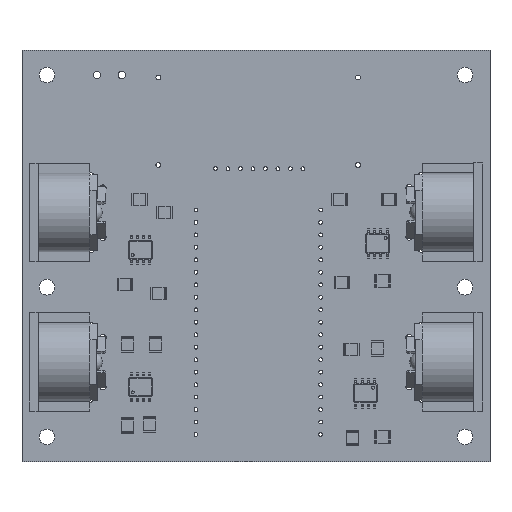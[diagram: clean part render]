
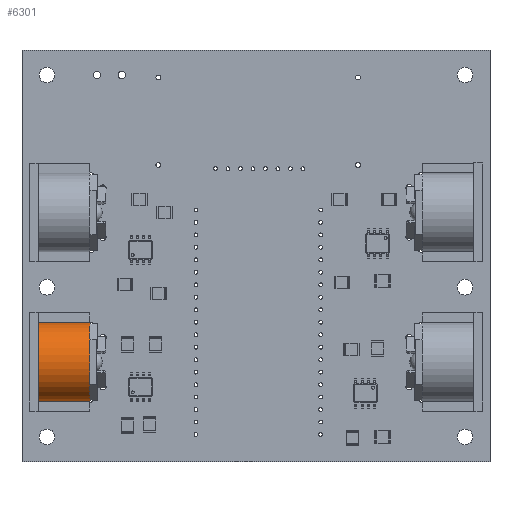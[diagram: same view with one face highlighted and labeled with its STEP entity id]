
A CAD part, top view. The second image highlights one B-rep face of the part: STEP entity #6301.
In plain terms, the highlighted cylindrical face has radius 8 mm (diameter 16 mm), a partial arc.
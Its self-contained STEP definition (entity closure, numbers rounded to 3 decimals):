
#6301 = ADVANCED_FACE('',(#6302),#6317,.T.);
#6302 = FACE_BOUND('',#6303,.T.);
#6303 = EDGE_LOOP('',(#6304,#6344,#6372,#6405));
#6304 = ORIENTED_EDGE('',*,*,#6305,.T.);
#6305 = EDGE_CURVE('',#6306,#6308,#6310,.T.);
#6306 = VERTEX_POINT('',#6307);
#6307 = CARTESIAN_POINT('',(8.,-0.15,10.));
#6308 = VERTEX_POINT('',#6309);
#6309 = CARTESIAN_POINT('',(-8.,-0.15,10.));
#6310 = SURFACE_CURVE('',#6311,(#6316,#6328),.PCURVE_S1.);
#6311 = CIRCLE('',#6312,8.);
#6312 = AXIS2_PLACEMENT_3D('',#6313,#6314,#6315);
#6313 = CARTESIAN_POINT('',(0.,-0.15,10.));
#6314 = DIRECTION('',(0.,-1.,0.));
#6315 = DIRECTION('',(-1.,0.,0.));
#6316 = PCURVE('',#6317,#6322);
#6317 = CYLINDRICAL_SURFACE('',#6318,8.);
#6318 = AXIS2_PLACEMENT_3D('',#6319,#6320,#6321);
#6319 = CARTESIAN_POINT('',(0.,-0.15,10.));
#6320 = DIRECTION('',(0.,-1.,0.));
#6321 = DIRECTION('',(1.,0.,0.));
#6322 = DEFINITIONAL_REPRESENTATION('',(#6323),#6327);
#6323 = LINE('',#6324,#6325);
#6324 = CARTESIAN_POINT('',(-3.142,0.));
#6325 = VECTOR('',#6326,1.);
#6326 = DIRECTION('',(1.,0.));
#6327 = ( GEOMETRIC_REPRESENTATION_CONTEXT(2) 
PARAMETRIC_REPRESENTATION_CONTEXT() REPRESENTATION_CONTEXT('2D SPACE',''
  ) );
#6328 = PCURVE('',#6329,#6334);
#6329 = PLANE('',#6330);
#6330 = AXIS2_PLACEMENT_3D('',#6331,#6332,#6333);
#6331 = CARTESIAN_POINT('',(0.,-0.15,10.));
#6332 = DIRECTION('',(0.,1.,0.));
#6333 = DIRECTION('',(-1.,0.,0.));
#6334 = DEFINITIONAL_REPRESENTATION('',(#6335),#6343);
#6335 = ( BOUNDED_CURVE() B_SPLINE_CURVE(2,(#6336,#6337,#6338,#6339,
#6340,#6341,#6342),.UNSPECIFIED.,.F.,.F.) B_SPLINE_CURVE_WITH_KNOTS((1,2
    ,2,2,2,1),(-2.094,0.,2.094,4.189,
6.283,8.378),.UNSPECIFIED.) CURVE() 
GEOMETRIC_REPRESENTATION_ITEM() RATIONAL_B_SPLINE_CURVE((1.,0.5,1.,0.5,
1.,0.5,1.)) REPRESENTATION_ITEM('') );
#6336 = CARTESIAN_POINT('',(8.,0.));
#6337 = CARTESIAN_POINT('',(8.,-13.856));
#6338 = CARTESIAN_POINT('',(-4.,-6.928));
#6339 = CARTESIAN_POINT('',(-16.,0.));
#6340 = CARTESIAN_POINT('',(-4.,6.928));
#6341 = CARTESIAN_POINT('',(8.,13.856));
#6342 = CARTESIAN_POINT('',(8.,0.));
#6343 = ( GEOMETRIC_REPRESENTATION_CONTEXT(2) 
PARAMETRIC_REPRESENTATION_CONTEXT() REPRESENTATION_CONTEXT('2D SPACE',''
  ) );
#6344 = ORIENTED_EDGE('',*,*,#6345,.T.);
#6345 = EDGE_CURVE('',#6308,#6346,#6348,.T.);
#6346 = VERTEX_POINT('',#6347);
#6347 = CARTESIAN_POINT('',(-8.,-10.65,10.));
#6348 = SURFACE_CURVE('',#6349,(#6353,#6360),.PCURVE_S1.);
#6349 = LINE('',#6350,#6351);
#6350 = CARTESIAN_POINT('',(-8.,-0.15,10.));
#6351 = VECTOR('',#6352,1.);
#6352 = DIRECTION('',(0.,-1.,0.));
#6353 = PCURVE('',#6317,#6354);
#6354 = DEFINITIONAL_REPRESENTATION('',(#6355),#6359);
#6355 = LINE('',#6356,#6357);
#6356 = CARTESIAN_POINT('',(3.142,0.));
#6357 = VECTOR('',#6358,1.);
#6358 = DIRECTION('',(0.,1.));
#6359 = ( GEOMETRIC_REPRESENTATION_CONTEXT(2) 
PARAMETRIC_REPRESENTATION_CONTEXT() REPRESENTATION_CONTEXT('2D SPACE',''
  ) );
#6360 = PCURVE('',#6361,#6366);
#6361 = CYLINDRICAL_SURFACE('',#6362,8.);
#6362 = AXIS2_PLACEMENT_3D('',#6363,#6364,#6365);
#6363 = CARTESIAN_POINT('',(0.,-0.15,10.));
#6364 = DIRECTION('',(0.,-1.,0.));
#6365 = DIRECTION('',(1.,0.,0.));
#6366 = DEFINITIONAL_REPRESENTATION('',(#6367),#6371);
#6367 = LINE('',#6368,#6369);
#6368 = CARTESIAN_POINT('',(3.142,0.));
#6369 = VECTOR('',#6370,1.);
#6370 = DIRECTION('',(0.,1.));
#6371 = ( GEOMETRIC_REPRESENTATION_CONTEXT(2) 
PARAMETRIC_REPRESENTATION_CONTEXT() REPRESENTATION_CONTEXT('2D SPACE',''
  ) );
#6372 = ORIENTED_EDGE('',*,*,#6373,.F.);
#6373 = EDGE_CURVE('',#6374,#6346,#6376,.T.);
#6374 = VERTEX_POINT('',#6375);
#6375 = CARTESIAN_POINT('',(8.,-10.65,10.));
#6376 = SURFACE_CURVE('',#6377,(#6382,#6389),.PCURVE_S1.);
#6377 = CIRCLE('',#6378,8.);
#6378 = AXIS2_PLACEMENT_3D('',#6379,#6380,#6381);
#6379 = CARTESIAN_POINT('',(0.,-10.65,10.));
#6380 = DIRECTION('',(0.,-1.,0.));
#6381 = DIRECTION('',(-1.,0.,0.));
#6382 = PCURVE('',#6317,#6383);
#6383 = DEFINITIONAL_REPRESENTATION('',(#6384),#6388);
#6384 = LINE('',#6385,#6386);
#6385 = CARTESIAN_POINT('',(-3.142,10.5));
#6386 = VECTOR('',#6387,1.);
#6387 = DIRECTION('',(1.,0.));
#6388 = ( GEOMETRIC_REPRESENTATION_CONTEXT(2) 
PARAMETRIC_REPRESENTATION_CONTEXT() REPRESENTATION_CONTEXT('2D SPACE',''
  ) );
#6389 = PCURVE('',#6390,#6395);
#6390 = PLANE('',#6391);
#6391 = AXIS2_PLACEMENT_3D('',#6392,#6393,#6394);
#6392 = CARTESIAN_POINT('',(0.,-10.65,10.));
#6393 = DIRECTION('',(0.,1.,0.));
#6394 = DIRECTION('',(-1.,0.,0.));
#6395 = DEFINITIONAL_REPRESENTATION('',(#6396),#6404);
#6396 = ( BOUNDED_CURVE() B_SPLINE_CURVE(2,(#6397,#6398,#6399,#6400,
#6401,#6402,#6403),.UNSPECIFIED.,.F.,.F.) B_SPLINE_CURVE_WITH_KNOTS((1,2
    ,2,2,2,1),(-2.094,0.,2.094,4.189,
6.283,8.378),.UNSPECIFIED.) CURVE() 
GEOMETRIC_REPRESENTATION_ITEM() RATIONAL_B_SPLINE_CURVE((1.,0.5,1.,0.5,
1.,0.5,1.)) REPRESENTATION_ITEM('') );
#6397 = CARTESIAN_POINT('',(8.,0.));
#6398 = CARTESIAN_POINT('',(8.,-13.856));
#6399 = CARTESIAN_POINT('',(-4.,-6.928));
#6400 = CARTESIAN_POINT('',(-16.,0.));
#6401 = CARTESIAN_POINT('',(-4.,6.928));
#6402 = CARTESIAN_POINT('',(8.,13.856));
#6403 = CARTESIAN_POINT('',(8.,0.));
#6404 = ( GEOMETRIC_REPRESENTATION_CONTEXT(2) 
PARAMETRIC_REPRESENTATION_CONTEXT() REPRESENTATION_CONTEXT('2D SPACE',''
  ) );
#6405 = ORIENTED_EDGE('',*,*,#6406,.F.);
#6406 = EDGE_CURVE('',#6306,#6374,#6407,.T.);
#6407 = SURFACE_CURVE('',#6408,(#6412,#6419),.PCURVE_S1.);
#6408 = LINE('',#6409,#6410);
#6409 = CARTESIAN_POINT('',(8.,-0.15,10.));
#6410 = VECTOR('',#6411,1.);
#6411 = DIRECTION('',(0.,-1.,0.));
#6412 = PCURVE('',#6317,#6413);
#6413 = DEFINITIONAL_REPRESENTATION('',(#6414),#6418);
#6414 = LINE('',#6415,#6416);
#6415 = CARTESIAN_POINT('',(0.,0.));
#6416 = VECTOR('',#6417,1.);
#6417 = DIRECTION('',(0.,1.));
#6418 = ( GEOMETRIC_REPRESENTATION_CONTEXT(2) 
PARAMETRIC_REPRESENTATION_CONTEXT() REPRESENTATION_CONTEXT('2D SPACE',''
  ) );
#6419 = PCURVE('',#6420,#6425);
#6420 = CYLINDRICAL_SURFACE('',#6421,8.);
#6421 = AXIS2_PLACEMENT_3D('',#6422,#6423,#6424);
#6422 = CARTESIAN_POINT('',(0.,-0.15,10.));
#6423 = DIRECTION('',(0.,-1.,0.));
#6424 = DIRECTION('',(1.,0.,0.));
#6425 = DEFINITIONAL_REPRESENTATION('',(#6426),#6430);
#6426 = LINE('',#6427,#6428);
#6427 = CARTESIAN_POINT('',(6.283,0.));
#6428 = VECTOR('',#6429,1.);
#6429 = DIRECTION('',(0.,1.));
#6430 = ( GEOMETRIC_REPRESENTATION_CONTEXT(2) 
PARAMETRIC_REPRESENTATION_CONTEXT() REPRESENTATION_CONTEXT('2D SPACE',''
  ) );
